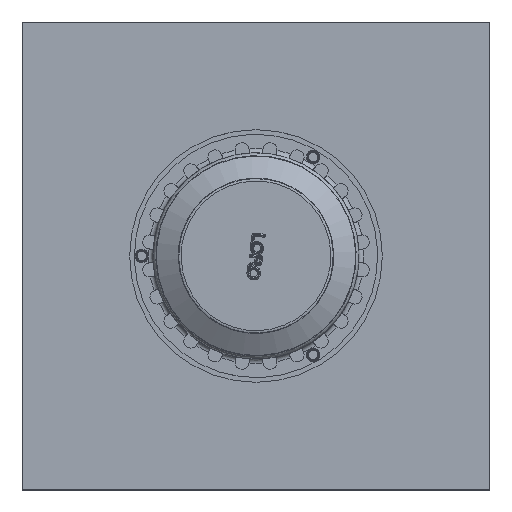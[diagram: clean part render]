
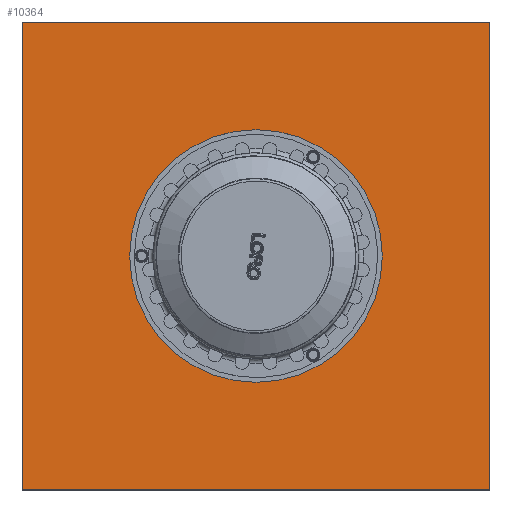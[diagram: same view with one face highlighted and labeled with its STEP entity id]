
A CAD part, top view. The second image highlights one B-rep face of the part: STEP entity #10364.
In plain terms, the highlighted planar face has unit normal (0, 0, 1).
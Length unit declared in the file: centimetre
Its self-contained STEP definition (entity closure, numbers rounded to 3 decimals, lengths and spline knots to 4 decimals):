
#422=FACE_BOUND('',#2915,.T.);
#487=PLANE('',#11100);
#875=LINE('',#15712,#1492);
#876=LINE('',#15714,#1493);
#877=LINE('',#15716,#1494);
#878=LINE('',#15717,#1495);
#1492=VECTOR('',#12581,1.);
#1493=VECTOR('',#12582,1.);
#1494=VECTOR('',#12583,1.);
#1495=VECTOR('',#12584,1.);
#2294=FACE_OUTER_BOUND('',#2914,.T.);
#2914=EDGE_LOOP('',(#7149,#7150,#7151,#7152));
#2915=EDGE_LOOP('',(#7153));
#3613=CIRCLE('',#11064,78.2516);
#4249=VERTEX_POINT('',#15641);
#4271=VERTEX_POINT('',#15710);
#4272=VERTEX_POINT('',#15711);
#4273=VERTEX_POINT('',#15713);
#4274=VERTEX_POINT('',#15715);
#5333=EDGE_CURVE('',#4249,#4249,#3613,.T.);
#5366=EDGE_CURVE('',#4271,#4272,#875,.T.);
#5367=EDGE_CURVE('',#4273,#4271,#876,.T.);
#5368=EDGE_CURVE('',#4274,#4273,#877,.T.);
#5369=EDGE_CURVE('',#4272,#4274,#878,.T.);
#7149=ORIENTED_EDGE('',*,*,#5366,.F.);
#7150=ORIENTED_EDGE('',*,*,#5367,.F.);
#7151=ORIENTED_EDGE('',*,*,#5368,.F.);
#7152=ORIENTED_EDGE('',*,*,#5369,.F.);
#7153=ORIENTED_EDGE('',*,*,#5333,.T.);
#10364=ADVANCED_FACE('',(#2294,#422),#487,.T.);
#11064=AXIS2_PLACEMENT_3D('',#15642,#12497,#12498);
#11100=AXIS2_PLACEMENT_3D('',#15709,#12579,#12580);
#12497=DIRECTION('center_axis',(0.,0.,-1.));
#12498=DIRECTION('ref_axis',(1.,0.,0.));
#12579=DIRECTION('center_axis',(0.,0.,1.));
#12580=DIRECTION('ref_axis',(-1.,0.,0.));
#12581=DIRECTION('',(-1.,0.,0.));
#12582=DIRECTION('',(0.,-1.,0.));
#12583=DIRECTION('',(1.,0.,0.));
#12584=DIRECTION('',(0.,1.,0.));
#15641=CARTESIAN_POINT('',(1948.244,189.456,271.5));
#15642=CARTESIAN_POINT('Origin',(1948.244,267.7076,271.5));
#15709=CARTESIAN_POINT('Origin',(1948.244,267.7076,271.5));
#15710=CARTESIAN_POINT('',(2198.244,17.7076,271.5));
#15711=CARTESIAN_POINT('',(1698.244,17.7076,271.5));
#15712=CARTESIAN_POINT('',(1948.244,17.7076,271.5));
#15713=CARTESIAN_POINT('',(2198.244,517.7076,271.5));
#15714=CARTESIAN_POINT('',(2198.244,267.7076,271.5));
#15715=CARTESIAN_POINT('',(1698.244,517.7076,271.5));
#15716=CARTESIAN_POINT('',(1948.244,517.7076,271.5));
#15717=CARTESIAN_POINT('',(1698.244,267.7076,271.5));
